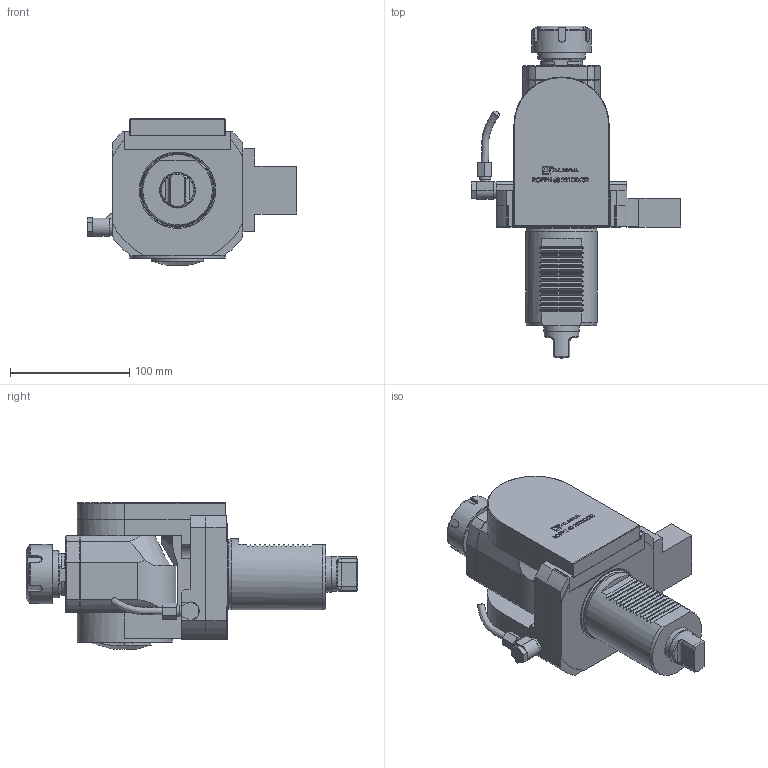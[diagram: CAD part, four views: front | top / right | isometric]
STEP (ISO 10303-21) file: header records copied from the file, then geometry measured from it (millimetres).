
FILE_DESCRIPTION (( 'STEP AP214' ), '1' );
FILE_NAME ('ROPPH60221DD32.STEP', '2025-09-03T06:03:04', ( '' ), ( '' ), 'SwSTEP 2.0', 'SolidWorks 2023', '' );
FILE_SCHEMA (( 'AUTOMOTIVE_DESIGN' ));
Length unit declared in the file: millimetre
Products named in the file (1): ROPPH60221DD32
Bounding box: 175.7 x 278.91 x 123 mm (x, y, z)
Volume: 1461062.8 mm3; surface area: 130264.8 mm2
Topology: 1 solids, 3 shells, 693 faces, 1827 edges, 1189 vertices
Faces by surface type: plane 437, cylinder 115, bspline 100, cone 27, torus 14
Full cylindrical faces by diameter (mm): 1.7 x1, 2.1 x1, 5 x1, 6.366 x1, 8.2 x1, 9.8 x1, 14.5 x1, 29 x1, 30 x1, 40 x1, 44 x1, 44.2 x1, 48 x1, 48.2 x1, 50 x1, 52 x1, 52.2 x1, 56 x1, 56.2 x1, 58.7 x1, 60 x1, 80 x1
Entity records: 31223 total; most frequent: CARTESIAN_POINT 11963, ORIENTED_EDGE 3542, DIRECTION 2803, EDGE_CURVE 1771, VERTEX_POINT 1167, LINE 1131, VECTOR 1131, AXIS2_PLACEMENT_3D 836
